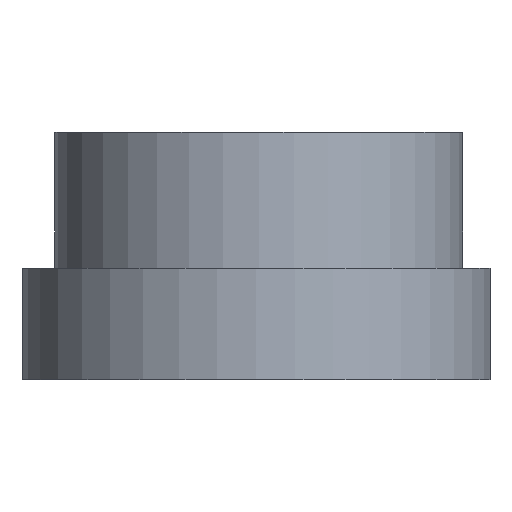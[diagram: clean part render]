
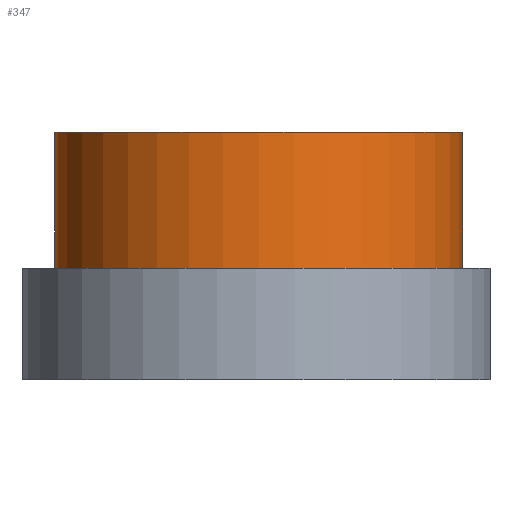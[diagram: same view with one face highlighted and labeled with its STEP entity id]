
A CAD part, front view. The second image highlights one B-rep face of the part: STEP entity #347.
In plain terms, the highlighted cylindrical face has radius 7.5 mm (diameter 15 mm), a full revolution.
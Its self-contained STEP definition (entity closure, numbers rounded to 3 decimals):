
#21=LINE('',#582,#41);
#41=VECTOR('',#465,7.5);
#57=CYLINDRICAL_SURFACE('',#390,7.5);
#83=FACE_OUTER_BOUND('',#108,.T.);
#108=EDGE_LOOP('',(#256,#257,#258,#259));
#134=CIRCLE('',#387,7.5);
#136=CIRCLE('',#391,7.5);
#162=VERTEX_POINT('',#567);
#167=VERTEX_POINT('',#580);
#196=EDGE_CURVE('',#162,#162,#134,.T.);
#202=EDGE_CURVE('',#167,#167,#136,.T.);
#203=EDGE_CURVE('',#167,#162,#21,.T.);
#256=ORIENTED_EDGE('',*,*,#202,.F.);
#257=ORIENTED_EDGE('',*,*,#203,.T.);
#258=ORIENTED_EDGE('',*,*,#196,.F.);
#259=ORIENTED_EDGE('',*,*,#203,.F.);
#347=ADVANCED_FACE('',(#83),#57,.T.);
#387=AXIS2_PLACEMENT_3D('',#568,#451,#452);
#390=AXIS2_PLACEMENT_3D('',#579,#461,#462);
#391=AXIS2_PLACEMENT_3D('',#581,#463,#464);
#451=DIRECTION('center_axis',(0.,0.,1.));
#452=DIRECTION('ref_axis',(1.,0.,0.));
#461=DIRECTION('center_axis',(0.,0.,-1.));
#462=DIRECTION('ref_axis',(1.,0.,0.));
#463=DIRECTION('center_axis',(0.,0.,-1.));
#464=DIRECTION('ref_axis',(1.,0.,0.));
#465=DIRECTION('',(0.,0.,1.));
#567=CARTESIAN_POINT('',(-7.5,-22.667,9.));
#568=CARTESIAN_POINT('Origin',(0.,-22.667,9.));
#579=CARTESIAN_POINT('Origin',(0.,-22.667,8.93));
#580=CARTESIAN_POINT('',(-7.5,-22.667,4.));
#581=CARTESIAN_POINT('Origin',(0.,-22.667,4.));
#582=CARTESIAN_POINT('',(-7.5,-22.667,8.93));
